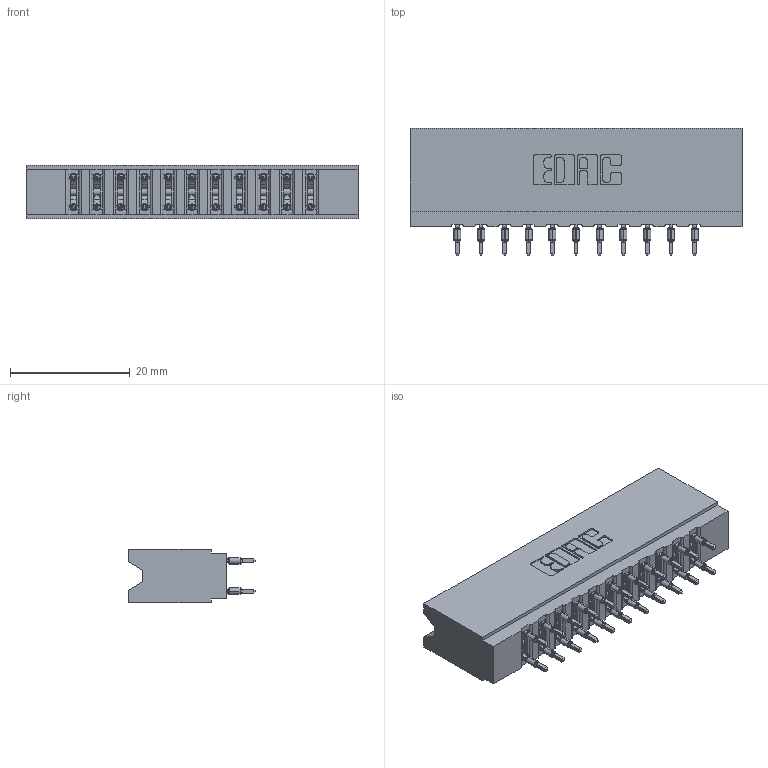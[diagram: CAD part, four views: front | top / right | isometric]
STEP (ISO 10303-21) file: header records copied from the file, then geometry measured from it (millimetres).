
FILE_DESCRIPTION (( 'STEP AP203' ), '1' );
FILE_NAME ('737-022-525-206.STEP', '2020-09-10T21:25:06', ( '' ), ( '' ), 'SwSTEP 2.0', 'SolidWorks 2020', '' );
FILE_SCHEMA (( 'CONFIG_CONTROL_DESIGN' ));
Length unit declared in the file: inch
Products named in the file (3): 745-292-001_525; 737 Part_Insulator Option - 06; 737-022-525-206
Assembly tree (23 placements, depth 2):
  737-022-525-206
    737 Part_Insulator Option - 06
    745-292-001_525  x22
Bounding box: 55.42 x 21.22 x 8.89 mm (x, y, z)
Volume: 5648.9 mm3; surface area: 7501.5 mm2
Topology: 23 solids, 23 shells, 2075 faces, 5581 edges, 3514 vertices
Faces by surface type: plane 1078, bspline 440, cylinder 425, torus 132
Entity records: 23107 total; most frequent: CARTESIAN_POINT 4522, ORIENTED_EDGE 3896, DIRECTION 3428, EDGE_CURVE 1948, VECTOR 1700, LINE 1700, VERTEX_POINT 1246, AXIS2_PLACEMENT_3D 864
